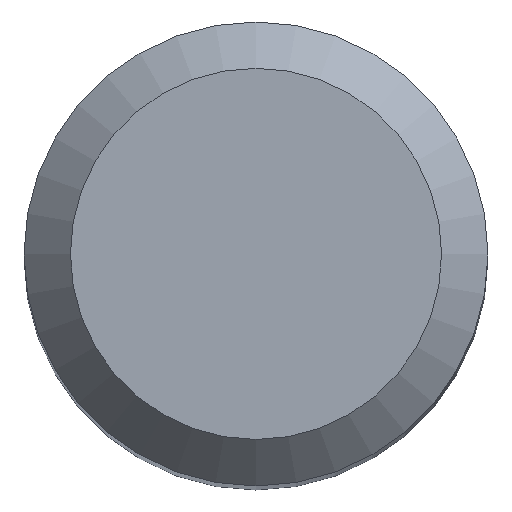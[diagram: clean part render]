
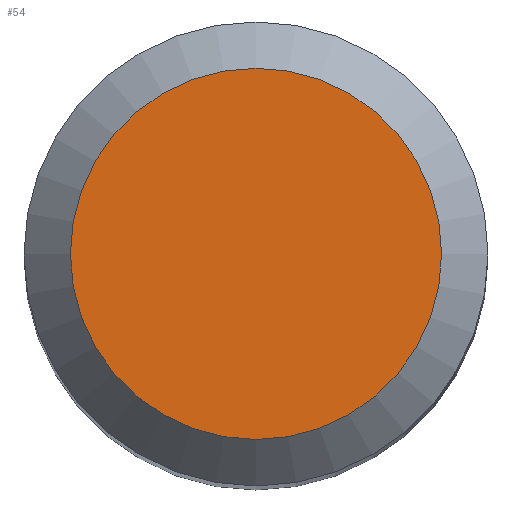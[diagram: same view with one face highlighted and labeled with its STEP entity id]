
A CAD part, top view. The second image highlights one B-rep face of the part: STEP entity #54.
In plain terms, the highlighted planar face has unit normal (0, 0, 1).
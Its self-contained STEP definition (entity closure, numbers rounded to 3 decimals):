
#11 = CARTESIAN_POINT ( 'NONE',  ( 0., 2.4, 40. ) ) ;
#22 = DIRECTION ( 'NONE',  ( 0., 1., 0. ) ) ;
#41 = AXIS2_PLACEMENT_3D ( 'NONE', #170, #83, #225 ) ;
#52 = VERTEX_POINT ( 'NONE', #11 ) ;
#54 = ADVANCED_FACE ( 'NONE', ( #59 ), #210, .F. ) ;
#59 = FACE_OUTER_BOUND ( 'NONE', #238, .T. ) ;
#76 = CIRCLE ( 'NONE', #236, 2.4 ) ;
#83 = DIRECTION ( 'NONE',  ( 0., 0., -1. ) ) ;
#85 = EDGE_CURVE ( 'NONE', #52, #52, #76, .T. ) ;
#112 = DIRECTION ( 'NONE',  ( 0., 0., -1. ) ) ;
#170 = CARTESIAN_POINT ( 'NONE',  ( 0., 0., 40. ) ) ;
#183 = ORIENTED_EDGE ( 'NONE', *, *, #85, .F. ) ;
#206 = CARTESIAN_POINT ( 'NONE',  ( 0., 0., 40. ) ) ;
#210 = PLANE ( 'NONE',  #41 ) ;
#225 = DIRECTION ( 'NONE',  ( 0., 1., 0. ) ) ;
#236 = AXIS2_PLACEMENT_3D ( 'NONE', #206, #112, #22 ) ;
#238 = EDGE_LOOP ( 'NONE', ( #183 ) ) ;
